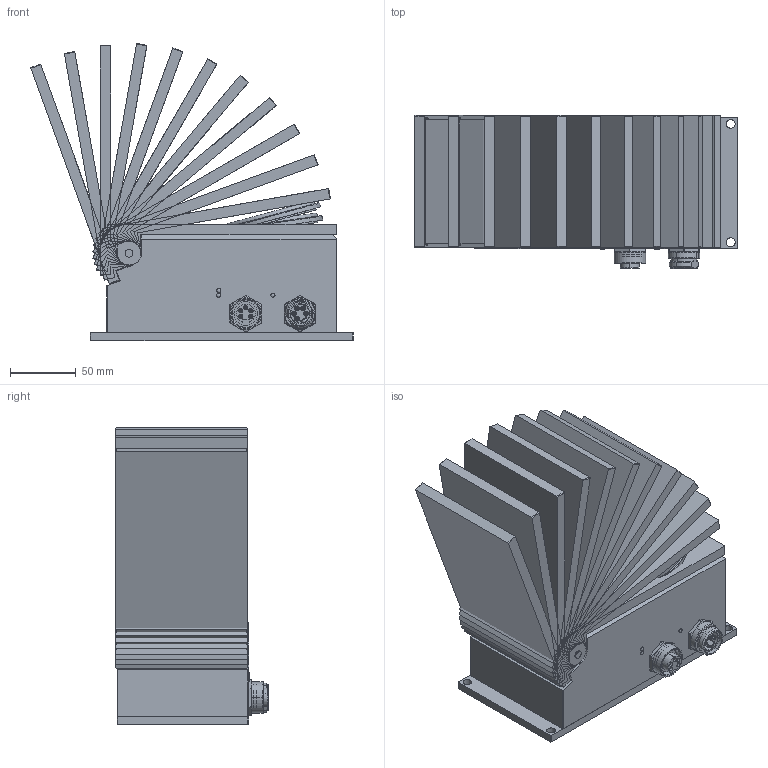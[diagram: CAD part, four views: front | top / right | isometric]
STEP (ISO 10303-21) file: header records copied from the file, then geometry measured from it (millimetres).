
FILE_DESCRIPTION(/* description */ (''),/* implementation_level */ '2;1');
FILE_NAME(/* name */ 'PMM-WECHSEL-DEVICENET STÖRKONTUR',/* time_stamp */ '2019-11-04T12:18:45+01:00',/* author */ (''),/* organization */ (''),/* preprocessor_version */ 'ST-DEVELOPER v16.5',/* originating_system */ 'HiCAD 2018 2302.3 Build 504',/* authorisation */ '');
FILE_SCHEMA (('AUTOMOTIVE_DESIGN { 1 0 10303 214 1 1 1 1 }'));
Products named in the file (40): Root; Störkontur Devicenet_Baugruppe; 1521452 PROFIBUS-Power-5-pol. Stecker-PG13,5; LED-Lichtleiter LL 30 PRL 032; 1521449 PROFIBUS-Power-5-pol. Buchse-PG13,5; Bodenplatte 2; PMM-DeviceNET-Gehäuse-Kassette; Deckel 3; Deckel; Baugruppe Wechselkassette_Baugruppe; Wechselkassette; Haltering; O-Ring 69x4; SCHUTZGLAS; Teflonscheibe; Welle; Taster
Assembly tree (41 placements, depth 4):
  Root
    Störkontur Devicenet_Baugruppe
      1521452 PROFIBUS-Power-5-pol. Stecker-PG13,5
      LED-Lichtleiter LL 30 PRL 032  x3
      1521449 PROFIBUS-Power-5-pol. Buchse-PG13,5
      Bodenplatte 2
      PMM-DeviceNET-Gehäuse-Kassette
      Deckel 3
        Deckel
        Deckel
        Deckel
        Deckel
        Deckel
        Deckel
        Deckel
        Deckel
        Deckel
        Deckel
        Deckel
        Deckel
      Baugruppe Wechselkassette_Baugruppe
        Wechselkassette
        Haltering
        O-Ring 69x4
        SCHUTZGLAS
        Teflonscheibe
      Baugruppe Wechselkassette_Baugruppe
        Wechselkassette
        Haltering
        O-Ring 69x4
        SCHUTZGLAS
        Teflonscheibe
      Baugruppe Wechselkassette_Baugruppe
        Wechselkassette
        Haltering
        O-Ring 69x4
        SCHUTZGLAS
        Teflonscheibe
      Welle
      Taster
Bounding box: 245.21 x 116 x 225.92 mm (x, y, z)
Volume: 2011854.4 mm3; surface area: 762633.8 mm2
Topology: 35 solids, 37 shells, 1317 faces, 3387 edges, 2222 vertices
Faces by surface type: plane 601, cylinder 507, cone 150, torus 52, sphere 7
Full cylindrical faces by diameter (mm): 2.387 x24, 2.9 x3, 3.2 x3, 3.4 x12, 4 x13, 6 x26, 6.1 x2, 6.6 x4, 7 x1, 8 x2, 50 x10, 51 x3, 55 x6, 55.2 x3, 67.6 x1, 67.8 x3, 68 x3, 70 x3, 70.6 x3, 77.2 x3, 80 x3, 85 x3
Entity records: 76124 total; most frequent: CARTESIAN_POINT 14769, DIRECTION 7111, PRESENTATION_STYLE_ASSIGNMENT 6228, DRAUGHTING_PRE_DEFINED_CURVE_FONT 6194, CURVE_STYLE 6194, OVER_RIDING_STYLED_ITEM 6194, ORIENTED_EDGE 6194, COLOUR_RGB 3860
